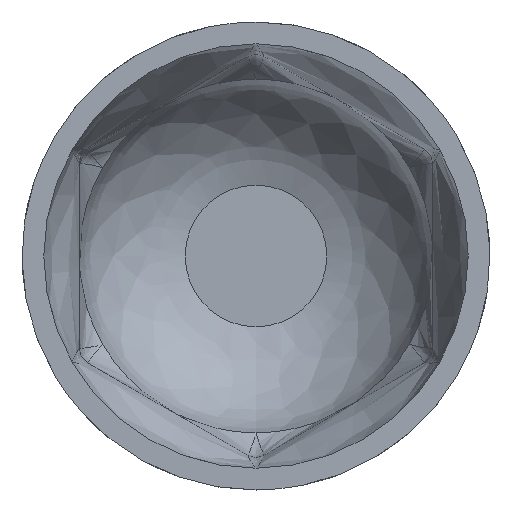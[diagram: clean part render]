
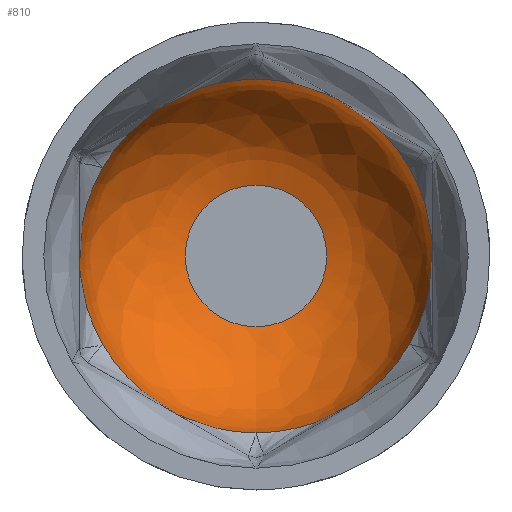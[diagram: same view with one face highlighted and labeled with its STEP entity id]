
A CAD part, front view. The second image highlights one B-rep face of the part: STEP entity #810.
In plain terms, the highlighted free-form (B-spline) face has degree [2, 2] with [3, 9] control points.
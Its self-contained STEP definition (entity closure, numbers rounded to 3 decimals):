
#25=(
BOUNDED_CURVE()
B_SPLINE_CURVE(2,(#2477,#2478,#2479),.UNSPECIFIED.,.F.,.F.)
B_SPLINE_CURVE_WITH_KNOTS((3,3),(0.124,1.326),
 .UNSPECIFIED.)
CURVE()
GEOMETRIC_REPRESENTATION_ITEM()
RATIONAL_B_SPLINE_CURVE((1.,0.825,1.))
REPRESENTATION_ITEM('')
);
#27=(
BOUNDED_SURFACE()
B_SPLINE_SURFACE(2,2,((#2449,#2450,#2451,#2452,#2453,#2454,#2455,#2456,
#2457),(#2458,#2459,#2460,#2461,#2462,#2463,#2464,#2465,#2466),(#2467,#2468,
#2469,#2470,#2471,#2472,#2473,#2474,#2475)),.UNSPECIFIED.,.F.,.T.,.F.)
B_SPLINE_SURFACE_WITH_KNOTS((3,3),(3,2,2,2,3),(0.124,1.326),
(-3.142,-1.571,0.,1.571,3.142),
 .UNSPECIFIED.)
GEOMETRIC_REPRESENTATION_ITEM()
RATIONAL_B_SPLINE_SURFACE(((1.,0.707,1.,0.707,1.,
0.707,1.,0.707,1.),(0.825,0.583,
0.825,0.583,0.825,0.583,
0.825,0.583,0.825),(1.,0.707,
1.,0.707,1.,0.707,1.,0.707,1.)))
REPRESENTATION_ITEM('')
SURFACE()
);
#32=CIRCLE('',#832,16.25);
#33=CIRCLE('',#833,16.25);
#34=CIRCLE('',#834,16.25);
#35=CIRCLE('',#835,16.25);
#36=CIRCLE('',#836,16.25);
#37=CIRCLE('',#837,16.25);
#41=CIRCLE('',#841,16.25);
#42=CIRCLE('',#842,16.25);
#43=CIRCLE('',#843,16.25);
#48=CIRCLE('',#848,16.25);
#49=CIRCLE('',#849,16.25);
#50=CIRCLE('',#850,16.25);
#51=CIRCLE('',#851,16.25);
#52=CIRCLE('',#852,16.25);
#53=CIRCLE('',#853,16.25);
#56=CIRCLE('',#856,16.25);
#57=CIRCLE('',#857,16.25);
#58=CIRCLE('',#858,16.25);
#59=CIRCLE('',#859,6.5);
#60=CIRCLE('',#860,6.5);
#87=FACE_OUTER_BOUND('',#116,.T.);
#116=EDGE_LOOP('',(#594,#595,#596,#597,#598,#599,#600,#601,#602,#603,#604,
#605,#606,#607,#608,#609,#610,#611,#612,#613,#614,#615));
#225=VERTEX_POINT('',#1102);
#235=VERTEX_POINT('',#1272);
#236=VERTEX_POINT('',#1283);
#237=VERTEX_POINT('',#1285);
#239=VERTEX_POINT('',#1393);
#244=VERTEX_POINT('',#1536);
#245=VERTEX_POINT('',#1538);
#246=VERTEX_POINT('',#1540);
#254=VERTEX_POINT('',#1764);
#255=VERTEX_POINT('',#1766);
#256=VERTEX_POINT('',#1768);
#264=VERTEX_POINT('',#2011);
#272=VERTEX_POINT('',#2184);
#273=VERTEX_POINT('',#2186);
#274=VERTEX_POINT('',#2367);
#275=VERTEX_POINT('',#2369);
#276=VERTEX_POINT('',#2444);
#277=VERTEX_POINT('',#2446);
#278=VERTEX_POINT('',#2476);
#279=VERTEX_POINT('',#2480);
#354=EDGE_CURVE('',#235,#236,#32,.T.);
#355=EDGE_CURVE('',#236,#237,#33,.T.);
#356=EDGE_CURVE('',#237,#225,#34,.T.);
#363=EDGE_CURVE('',#239,#244,#35,.T.);
#364=EDGE_CURVE('',#244,#245,#36,.T.);
#365=EDGE_CURVE('',#245,#246,#37,.T.);
#375=EDGE_CURVE('',#246,#254,#41,.T.);
#376=EDGE_CURVE('',#254,#255,#42,.T.);
#377=EDGE_CURVE('',#255,#256,#43,.T.);
#397=EDGE_CURVE('',#256,#272,#48,.T.);
#398=EDGE_CURVE('',#272,#273,#49,.T.);
#399=EDGE_CURVE('',#273,#264,#50,.T.);
#400=EDGE_CURVE('',#225,#274,#51,.T.);
#401=EDGE_CURVE('',#274,#275,#52,.T.);
#402=EDGE_CURVE('',#275,#239,#53,.T.);
#405=EDGE_CURVE('',#264,#276,#56,.T.);
#406=EDGE_CURVE('',#276,#277,#57,.T.);
#407=EDGE_CURVE('',#277,#235,#58,.T.);
#408=EDGE_CURVE('',#239,#278,#25,.T.);
#409=EDGE_CURVE('',#278,#279,#59,.T.);
#410=EDGE_CURVE('',#279,#278,#60,.T.);
#594=ORIENTED_EDGE('',*,*,#376,.F.);
#595=ORIENTED_EDGE('',*,*,#375,.F.);
#596=ORIENTED_EDGE('',*,*,#365,.F.);
#597=ORIENTED_EDGE('',*,*,#364,.F.);
#598=ORIENTED_EDGE('',*,*,#363,.F.);
#599=ORIENTED_EDGE('',*,*,#408,.T.);
#600=ORIENTED_EDGE('',*,*,#409,.T.);
#601=ORIENTED_EDGE('',*,*,#410,.T.);
#602=ORIENTED_EDGE('',*,*,#408,.F.);
#603=ORIENTED_EDGE('',*,*,#402,.F.);
#604=ORIENTED_EDGE('',*,*,#401,.F.);
#605=ORIENTED_EDGE('',*,*,#400,.F.);
#606=ORIENTED_EDGE('',*,*,#356,.F.);
#607=ORIENTED_EDGE('',*,*,#355,.F.);
#608=ORIENTED_EDGE('',*,*,#354,.F.);
#609=ORIENTED_EDGE('',*,*,#407,.F.);
#610=ORIENTED_EDGE('',*,*,#406,.F.);
#611=ORIENTED_EDGE('',*,*,#405,.F.);
#612=ORIENTED_EDGE('',*,*,#399,.F.);
#613=ORIENTED_EDGE('',*,*,#398,.F.);
#614=ORIENTED_EDGE('',*,*,#397,.F.);
#615=ORIENTED_EDGE('',*,*,#377,.F.);
#810=ADVANCED_FACE('',(#87),#27,.T.);
#832=AXIS2_PLACEMENT_3D('',#1284,#892,#893);
#833=AXIS2_PLACEMENT_3D('',#1286,#894,#895);
#834=AXIS2_PLACEMENT_3D('',#1287,#896,#897);
#835=AXIS2_PLACEMENT_3D('',#1537,#898,#899);
#836=AXIS2_PLACEMENT_3D('',#1539,#900,#901);
#837=AXIS2_PLACEMENT_3D('',#1541,#902,#903);
#841=AXIS2_PLACEMENT_3D('',#1765,#910,#911);
#842=AXIS2_PLACEMENT_3D('',#1767,#912,#913);
#843=AXIS2_PLACEMENT_3D('',#1769,#914,#915);
#848=AXIS2_PLACEMENT_3D('',#2185,#924,#925);
#849=AXIS2_PLACEMENT_3D('',#2187,#926,#927);
#850=AXIS2_PLACEMENT_3D('',#2188,#928,#929);
#851=AXIS2_PLACEMENT_3D('',#2368,#930,#931);
#852=AXIS2_PLACEMENT_3D('',#2370,#932,#933);
#853=AXIS2_PLACEMENT_3D('',#2371,#934,#935);
#856=AXIS2_PLACEMENT_3D('',#2445,#940,#941);
#857=AXIS2_PLACEMENT_3D('',#2447,#942,#943);
#858=AXIS2_PLACEMENT_3D('',#2448,#944,#945);
#859=AXIS2_PLACEMENT_3D('',#2481,#946,#947);
#860=AXIS2_PLACEMENT_3D('',#2482,#948,#949);
#892=DIRECTION('center_axis',(0.,1.,0.));
#893=DIRECTION('ref_axis',(1.,0.,0.));
#894=DIRECTION('center_axis',(0.,1.,0.));
#895=DIRECTION('ref_axis',(1.,0.,0.));
#896=DIRECTION('center_axis',(0.,1.,0.));
#897=DIRECTION('ref_axis',(1.,0.,0.));
#898=DIRECTION('center_axis',(0.,1.,0.));
#899=DIRECTION('ref_axis',(1.,0.,0.));
#900=DIRECTION('center_axis',(0.,1.,0.));
#901=DIRECTION('ref_axis',(1.,0.,0.));
#902=DIRECTION('center_axis',(0.,1.,0.));
#903=DIRECTION('ref_axis',(1.,0.,0.));
#910=DIRECTION('center_axis',(0.,1.,0.));
#911=DIRECTION('ref_axis',(1.,0.,0.));
#912=DIRECTION('center_axis',(0.,1.,0.));
#913=DIRECTION('ref_axis',(1.,0.,0.));
#914=DIRECTION('center_axis',(0.,1.,0.));
#915=DIRECTION('ref_axis',(1.,0.,0.));
#924=DIRECTION('center_axis',(0.,1.,0.));
#925=DIRECTION('ref_axis',(1.,0.,0.));
#926=DIRECTION('center_axis',(0.,1.,0.));
#927=DIRECTION('ref_axis',(1.,0.,0.));
#928=DIRECTION('center_axis',(0.,1.,0.));
#929=DIRECTION('ref_axis',(1.,0.,0.));
#930=DIRECTION('center_axis',(0.,1.,0.));
#931=DIRECTION('ref_axis',(1.,0.,0.));
#932=DIRECTION('center_axis',(0.,1.,0.));
#933=DIRECTION('ref_axis',(1.,0.,0.));
#934=DIRECTION('center_axis',(0.,1.,0.));
#935=DIRECTION('ref_axis',(1.,0.,0.));
#940=DIRECTION('center_axis',(0.,1.,0.));
#941=DIRECTION('ref_axis',(1.,0.,0.));
#942=DIRECTION('center_axis',(0.,1.,0.));
#943=DIRECTION('ref_axis',(1.,0.,0.));
#944=DIRECTION('center_axis',(0.,1.,0.));
#945=DIRECTION('ref_axis',(1.,0.,0.));
#946=DIRECTION('center_axis',(0.,1.,0.));
#947=DIRECTION('ref_axis',(1.,0.,0.));
#948=DIRECTION('center_axis',(0.,1.,0.));
#949=DIRECTION('ref_axis',(1.,0.,0.));
#1102=CARTESIAN_POINT('',(14.073,25.,-8.125));
#1272=CARTESIAN_POINT('',(14.073,25.,8.125));
#1283=CARTESIAN_POINT('',(15.986,25.,2.918));
#1284=CARTESIAN_POINT('Origin',(0.,25.,0.));
#1285=CARTESIAN_POINT('',(15.986,25.,-2.918));
#1286=CARTESIAN_POINT('Origin',(0.,25.,0.));
#1287=CARTESIAN_POINT('Origin',(0.,25.,0.));
#1393=CARTESIAN_POINT('',(0.,25.,-16.25));
#1536=CARTESIAN_POINT('',(-5.466,25.,-15.303));
#1537=CARTESIAN_POINT('Origin',(0.,25.,0.));
#1538=CARTESIAN_POINT('',(-10.52,25.,-12.385));
#1539=CARTESIAN_POINT('Origin',(0.,25.,0.));
#1540=CARTESIAN_POINT('',(-14.073,25.,-8.125));
#1541=CARTESIAN_POINT('Origin',(0.,25.,0.));
#1764=CARTESIAN_POINT('',(-15.986,25.,-2.918));
#1765=CARTESIAN_POINT('Origin',(0.,25.,0.));
#1766=CARTESIAN_POINT('',(-15.986,25.,2.918));
#1767=CARTESIAN_POINT('Origin',(0.,25.,0.));
#1768=CARTESIAN_POINT('',(-14.073,25.,8.125));
#1769=CARTESIAN_POINT('Origin',(0.,25.,0.));
#2011=CARTESIAN_POINT('',(0.,25.,16.25));
#2184=CARTESIAN_POINT('',(-10.52,25.,12.385));
#2185=CARTESIAN_POINT('Origin',(0.,25.,0.));
#2186=CARTESIAN_POINT('',(-5.466,25.,15.303));
#2187=CARTESIAN_POINT('Origin',(0.,25.,0.));
#2188=CARTESIAN_POINT('Origin',(0.,25.,0.));
#2367=CARTESIAN_POINT('',(10.52,25.,-12.385));
#2368=CARTESIAN_POINT('Origin',(0.,25.,0.));
#2369=CARTESIAN_POINT('',(5.466,25.,-15.303));
#2370=CARTESIAN_POINT('Origin',(0.,25.,0.));
#2371=CARTESIAN_POINT('Origin',(0.,25.,0.));
#2444=CARTESIAN_POINT('',(5.466,25.,15.303));
#2445=CARTESIAN_POINT('Origin',(0.,25.,0.));
#2446=CARTESIAN_POINT('',(10.52,25.,12.385));
#2447=CARTESIAN_POINT('Origin',(0.,25.,0.));
#2448=CARTESIAN_POINT('Origin',(0.,25.,0.));
#2449=CARTESIAN_POINT('Ctrl Pts',(0.,25.,-16.25));
#2450=CARTESIAN_POINT('Ctrl Pts',(-16.25,25.,-16.25));
#2451=CARTESIAN_POINT('Ctrl Pts',(-16.25,25.,0.));
#2452=CARTESIAN_POINT('Ctrl Pts',(-16.25,25.,16.25));
#2453=CARTESIAN_POINT('Ctrl Pts',(0.,25.,16.25));
#2454=CARTESIAN_POINT('Ctrl Pts',(16.25,25.,16.25));
#2455=CARTESIAN_POINT('Ctrl Pts',(16.25,25.,0.));
#2456=CARTESIAN_POINT('Ctrl Pts',(16.25,25.,-16.25));
#2457=CARTESIAN_POINT('Ctrl Pts',(0.,25.,-16.25));
#2458=CARTESIAN_POINT('Ctrl Pts',(0.,33.841,-15.145));
#2459=CARTESIAN_POINT('Ctrl Pts',(-15.145,33.841,-15.145));
#2460=CARTESIAN_POINT('Ctrl Pts',(-15.145,33.841,0.));
#2461=CARTESIAN_POINT('Ctrl Pts',(-15.145,33.841,15.145));
#2462=CARTESIAN_POINT('Ctrl Pts',(0.,33.841,15.145));
#2463=CARTESIAN_POINT('Ctrl Pts',(15.145,33.841,15.145));
#2464=CARTESIAN_POINT('Ctrl Pts',(15.145,33.841,0.));
#2465=CARTESIAN_POINT('Ctrl Pts',(15.145,33.841,-15.145));
#2466=CARTESIAN_POINT('Ctrl Pts',(0.,33.841,-15.145));
#2467=CARTESIAN_POINT('Ctrl Pts',(0.,36.,-6.5));
#2468=CARTESIAN_POINT('Ctrl Pts',(-6.5,36.,-6.5));
#2469=CARTESIAN_POINT('Ctrl Pts',(-6.5,36.,0.));
#2470=CARTESIAN_POINT('Ctrl Pts',(-6.5,36.,6.5));
#2471=CARTESIAN_POINT('Ctrl Pts',(0.,36.,6.5));
#2472=CARTESIAN_POINT('Ctrl Pts',(6.5,36.,6.5));
#2473=CARTESIAN_POINT('Ctrl Pts',(6.5,36.,0.));
#2474=CARTESIAN_POINT('Ctrl Pts',(6.5,36.,-6.5));
#2475=CARTESIAN_POINT('Ctrl Pts',(0.,36.,-6.5));
#2476=CARTESIAN_POINT('',(0.,36.,-6.5));
#2477=CARTESIAN_POINT('Ctrl Pts',(0.,25.,-16.25));
#2478=CARTESIAN_POINT('Ctrl Pts',(0.,33.841,-15.145));
#2479=CARTESIAN_POINT('Ctrl Pts',(0.,36.,-6.5));
#2480=CARTESIAN_POINT('',(-6.5,36.,0.));
#2481=CARTESIAN_POINT('Origin',(0.,36.,0.));
#2482=CARTESIAN_POINT('Origin',(0.,36.,0.));
